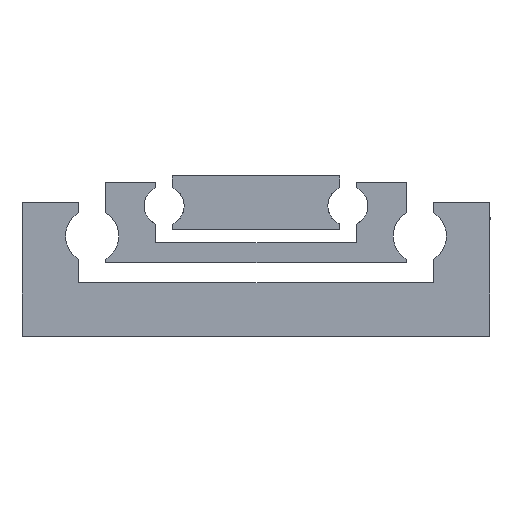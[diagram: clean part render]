
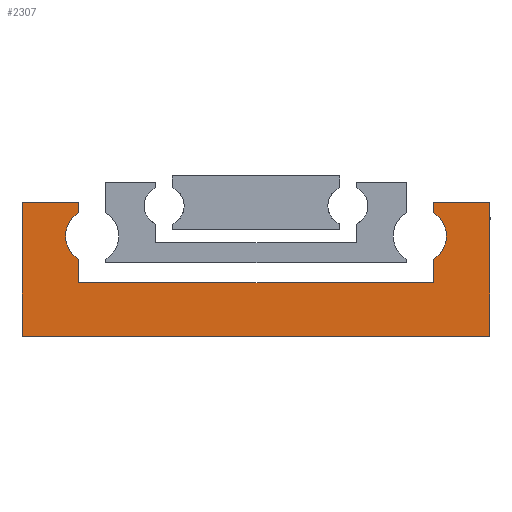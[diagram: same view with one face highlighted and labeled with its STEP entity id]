
A CAD part, front view. The second image highlights one B-rep face of the part: STEP entity #2307.
In plain terms, the highlighted planar face has unit normal (0, -1, 0).
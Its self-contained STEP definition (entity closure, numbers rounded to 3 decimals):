
#141=CARTESIAN_POINT('',(28.5,-350.0,7.5));
#142=VERTEX_POINT('',#141);
#151=CARTESIAN_POINT('',(26.5,-350.0,10.964));
#152=VERTEX_POINT('',#151);
#153=CARTESIAN_POINT('',(24.5,-350.0,7.5));
#154=DIRECTION('',(0.0,1.0,0.0));
#155=DIRECTION('',(1.0,0.0,0.0));
#156=AXIS2_PLACEMENT_3D('',#153,#154,#155);
#157=CIRCLE('',#156,4.0);
#158=EDGE_CURVE('',#152,#142,#157,.T.);
#310=CARTESIAN_POINT('',(-26.5,-350.0,10.964));
#311=VERTEX_POINT('',#310);
#318=CARTESIAN_POINT('',(-28.5,-350.0,7.5));
#319=VERTEX_POINT('',#318);
#320=CARTESIAN_POINT('',(-24.5,-350.0,7.5));
#321=DIRECTION('',(0.0,1.0,0.0));
#322=DIRECTION('',(1.0,0.0,0.0));
#323=AXIS2_PLACEMENT_3D('',#320,#321,#322);
#324=CIRCLE('',#323,4.0);
#325=EDGE_CURVE('',#319,#311,#324,.T.);
#1818=CARTESIAN_POINT('',(-26.5,-350.0,4.036));
#1819=VERTEX_POINT('',#1818);
#1820=CARTESIAN_POINT('',(-24.5,-350.0,7.5));
#1821=DIRECTION('',(0.0,1.0,0.0));
#1822=DIRECTION('',(1.0,0.0,0.0));
#1823=AXIS2_PLACEMENT_3D('',#1820,#1821,#1822);
#1824=CIRCLE('',#1823,4.0);
#1825=EDGE_CURVE('',#1819,#319,#1824,.T.);
#1866=CARTESIAN_POINT('',(26.5,-350.0,4.036));
#1867=VERTEX_POINT('',#1866);
#1874=CARTESIAN_POINT('',(24.5,-350.0,7.5));
#1875=DIRECTION('',(0.0,1.0,0.0));
#1876=DIRECTION('',(1.0,0.0,0.0));
#1877=AXIS2_PLACEMENT_3D('',#1874,#1875,#1876);
#1878=CIRCLE('',#1877,4.0);
#1879=EDGE_CURVE('',#142,#1867,#1878,.T.);
#1890=CARTESIAN_POINT('',(-26.5,-350.0,0.5));
#1891=VERTEX_POINT('',#1890);
#1892=CARTESIAN_POINT('',(-26.5,-350.0,4.036));
#1893=DIRECTION('',(0.0,0.0,-1.0));
#1894=VECTOR('',#1893,3.536);
#1895=LINE('',#1892,#1894);
#1896=EDGE_CURVE('',#1819,#1891,#1895,.T.);
#1929=CARTESIAN_POINT('',(-26.5,-350.0,12.5));
#1930=VERTEX_POINT('',#1929);
#1937=CARTESIAN_POINT('',(-26.5,-350.0,12.5));
#1938=DIRECTION('',(0.0,0.0,-1.0));
#1939=VECTOR('',#1938,1.536);
#1940=LINE('',#1937,#1939);
#1941=EDGE_CURVE('',#1930,#311,#1940,.T.);
#2027=CARTESIAN_POINT('',(26.5,-350.0,0.5));
#2028=VERTEX_POINT('',#2027);
#2035=CARTESIAN_POINT('',(26.5,-350.0,0.5));
#2036=DIRECTION('',(0.0,0.0,1.0));
#2037=VECTOR('',#2036,3.536);
#2038=LINE('',#2035,#2037);
#2039=EDGE_CURVE('',#2028,#1867,#2038,.T.);
#2050=CARTESIAN_POINT('',(26.5,-350.0,12.5));
#2051=VERTEX_POINT('',#2050);
#2052=CARTESIAN_POINT('',(26.5,-350.0,10.964));
#2053=DIRECTION('',(0.0,0.0,1.0));
#2054=VECTOR('',#2053,1.536);
#2055=LINE('',#2052,#2054);
#2056=EDGE_CURVE('',#152,#2051,#2055,.T.);
#2074=CARTESIAN_POINT('',(35.0,-350.0,12.5));
#2075=VERTEX_POINT('',#2074);
#2082=CARTESIAN_POINT('',(35.0,-350.0,-7.5));
#2083=VERTEX_POINT('',#2082);
#2084=CARTESIAN_POINT('',(35.0,-350.0,12.5));
#2085=DIRECTION('',(0.0,0.0,-1.0));
#2086=VECTOR('',#2085,20.0);
#2087=LINE('',#2084,#2086);
#2088=EDGE_CURVE('',#2075,#2083,#2087,.T.);
#2114=CARTESIAN_POINT('',(26.5,-350.0,12.5));
#2115=DIRECTION('',(1.0,0.0,0.0));
#2116=VECTOR('',#2115,8.5);
#2117=LINE('',#2114,#2116);
#2118=EDGE_CURVE('',#2051,#2075,#2117,.T.);
#2131=CARTESIAN_POINT('',(-26.5,-350.0,0.5));
#2132=DIRECTION('',(1.0,0.0,0.0));
#2133=VECTOR('',#2132,53.);
#2134=LINE('',#2131,#2133);
#2135=EDGE_CURVE('',#1891,#2028,#2134,.T.);
#2183=CARTESIAN_POINT('',(-35.0,-350.0,12.5));
#2184=VERTEX_POINT('',#2183);
#2191=CARTESIAN_POINT('',(-35.0,-350.0,12.5));
#2192=DIRECTION('',(1.0,0.0,0.0));
#2193=VECTOR('',#2192,8.5);
#2194=LINE('',#2191,#2193);
#2195=EDGE_CURVE('',#2184,#1930,#2194,.T.);
#2207=CARTESIAN_POINT('',(-35.0,-350.0,-7.5));
#2208=VERTEX_POINT('',#2207);
#2215=CARTESIAN_POINT('',(-35.0,-350.0,-7.5));
#2216=DIRECTION('',(0.0,0.0,1.0));
#2217=VECTOR('',#2216,20.0);
#2218=LINE('',#2215,#2217);
#2219=EDGE_CURVE('',#2208,#2184,#2218,.T.);
#2240=CARTESIAN_POINT('',(35.0,-350.0,-7.5));
#2241=DIRECTION('',(-1.0,0.0,0.0));
#2242=VECTOR('',#2241,70.0);
#2243=LINE('',#2240,#2242);
#2244=EDGE_CURVE('',#2083,#2208,#2243,.T.);
#2286=CARTESIAN_POINT('',(0.,-350.0,-0.147));
#2287=DIRECTION('',(0.0,1.0,0.0));
#2288=DIRECTION('',(0.0,0.0,1.0));
#2289=AXIS2_PLACEMENT_3D('',#2286,#2287,#2288);
#2290=PLANE('',#2289);
#2291=ORIENTED_EDGE('',*,*,#1825,.T.);
#2292=ORIENTED_EDGE('',*,*,#325,.T.);
#2293=ORIENTED_EDGE('',*,*,#1941,.F.);
#2294=ORIENTED_EDGE('',*,*,#2195,.F.);
#2295=ORIENTED_EDGE('',*,*,#2219,.F.);
#2296=ORIENTED_EDGE('',*,*,#2244,.F.);
#2297=ORIENTED_EDGE('',*,*,#2088,.F.);
#2298=ORIENTED_EDGE('',*,*,#2118,.F.);
#2299=ORIENTED_EDGE('',*,*,#2056,.F.);
#2300=ORIENTED_EDGE('',*,*,#158,.T.);
#2301=ORIENTED_EDGE('',*,*,#1879,.T.);
#2302=ORIENTED_EDGE('',*,*,#2039,.F.);
#2303=ORIENTED_EDGE('',*,*,#2135,.F.);
#2304=ORIENTED_EDGE('',*,*,#1896,.F.);
#2305=EDGE_LOOP('',(#2291,#2292,#2293,#2294,#2295,#2296,#2297,#2298,#2299,#2300,#2301,#2302,#2303,#2304));
#2306=FACE_OUTER_BOUND('',#2305,.T.);
#2307=ADVANCED_FACE('',(#2306),#2290,.F.);
